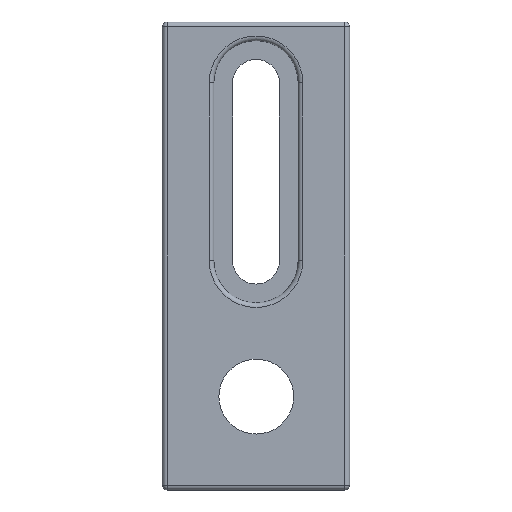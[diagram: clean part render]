
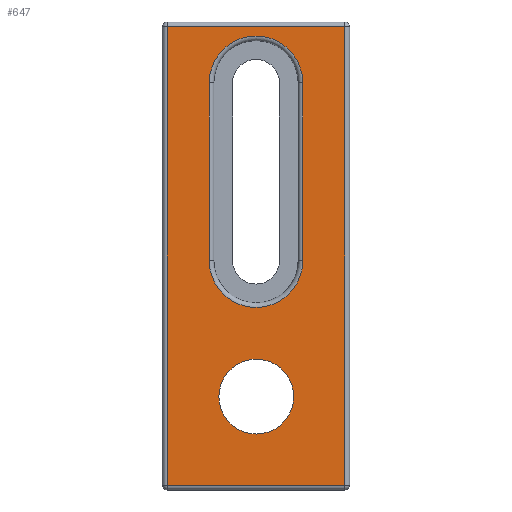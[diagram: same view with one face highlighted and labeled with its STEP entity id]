
A CAD part, front view. The second image highlights one B-rep face of the part: STEP entity #647.
In plain terms, the highlighted planar face has unit normal (0, -1, 0).
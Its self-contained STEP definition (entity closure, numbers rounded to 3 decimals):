
#46=FACE_BOUND('',#209,.T.);
#47=FACE_BOUND('',#210,.T.);
#57=LINE('',#1080,#102);
#58=LINE('',#1091,#103);
#64=LINE('',#1109,#109);
#65=LINE('',#1111,#110);
#66=LINE('',#1113,#111);
#67=LINE('',#1114,#112);
#102=VECTOR('',#841,10.);
#103=VECTOR('',#854,10.);
#109=VECTOR('',#874,10.);
#110=VECTOR('',#875,10.);
#111=VECTOR('',#876,10.);
#112=VECTOR('',#877,10.);
#141=PLANE('',#733);
#161=FACE_OUTER_BOUND('',#208,.T.);
#208=EDGE_LOOP('',(#490,#491,#492,#493));
#209=EDGE_LOOP('',(#494));
#210=EDGE_LOOP('',(#495,#496,#497,#498));
#259=CIRCLE('',#723,5.);
#262=CIRCLE('',#728,5.);
#265=CIRCLE('',#734,4.);
#311=VERTEX_POINT('',#1073);
#314=VERTEX_POINT('',#1078);
#316=VERTEX_POINT('',#1083);
#318=VERTEX_POINT('',#1089);
#322=VERTEX_POINT('',#1107);
#323=VERTEX_POINT('',#1108);
#324=VERTEX_POINT('',#1110);
#325=VERTEX_POINT('',#1112);
#326=VERTEX_POINT('',#1115);
#369=EDGE_CURVE('',#314,#311,#57,.T.);
#371=EDGE_CURVE('',#316,#314,#259,.T.);
#374=EDGE_CURVE('',#318,#316,#58,.T.);
#376=EDGE_CURVE('',#311,#318,#262,.T.);
#383=EDGE_CURVE('',#322,#323,#64,.T.);
#384=EDGE_CURVE('',#324,#322,#65,.T.);
#385=EDGE_CURVE('',#325,#324,#66,.T.);
#386=EDGE_CURVE('',#323,#325,#67,.T.);
#387=EDGE_CURVE('',#326,#326,#265,.T.);
#490=ORIENTED_EDGE('',*,*,#383,.F.);
#491=ORIENTED_EDGE('',*,*,#384,.F.);
#492=ORIENTED_EDGE('',*,*,#385,.F.);
#493=ORIENTED_EDGE('',*,*,#386,.F.);
#494=ORIENTED_EDGE('',*,*,#387,.T.);
#495=ORIENTED_EDGE('',*,*,#369,.F.);
#496=ORIENTED_EDGE('',*,*,#371,.F.);
#497=ORIENTED_EDGE('',*,*,#374,.F.);
#498=ORIENTED_EDGE('',*,*,#376,.F.);
#647=ADVANCED_FACE('',(#161,#46,#47),#141,.F.);
#723=AXIS2_PLACEMENT_3D('',#1085,#846,#847);
#728=AXIS2_PLACEMENT_3D('',#1094,#858,#859);
#733=AXIS2_PLACEMENT_3D('',#1106,#872,#873);
#734=AXIS2_PLACEMENT_3D('',#1116,#878,#879);
#841=DIRECTION('',(0.,0.,1.));
#846=DIRECTION('center_axis',(0.,-1.,0.));
#847=DIRECTION('ref_axis',(0.,0.,-1.));
#854=DIRECTION('',(0.,0.,-1.));
#858=DIRECTION('center_axis',(0.,-1.,0.));
#859=DIRECTION('ref_axis',(0.,0.,1.));
#872=DIRECTION('center_axis',(0.,1.,0.));
#873=DIRECTION('ref_axis',(0.,0.,1.));
#874=DIRECTION('',(0.,0.,1.));
#875=DIRECTION('',(-1.,0.,0.));
#876=DIRECTION('',(0.,0.,-1.));
#877=DIRECTION('',(1.,0.,0.));
#878=DIRECTION('center_axis',(0.,1.,0.));
#879=DIRECTION('ref_axis',(1.,0.,0.));
#1073=CARTESIAN_POINT('',(5.,0.,18.5));
#1078=CARTESIAN_POINT('',(5.,0.,-0.5));
#1080=CARTESIAN_POINT('',(5.,0.,9.25));
#1083=CARTESIAN_POINT('',(-5.,0.,-0.5));
#1085=CARTESIAN_POINT('Origin',(0.,0.,-0.5));
#1089=CARTESIAN_POINT('',(-5.,0.,18.5));
#1091=CARTESIAN_POINT('',(-5.,0.,-0.25));
#1094=CARTESIAN_POINT('Origin',(0.,0.,18.5));
#1106=CARTESIAN_POINT('Origin',(0.,0.,0.));
#1107=CARTESIAN_POINT('',(-9.5,0.,-24.5));
#1108=CARTESIAN_POINT('',(-9.5,0.,24.5));
#1109=CARTESIAN_POINT('',(-9.5,0.,-12.5));
#1110=CARTESIAN_POINT('',(9.5,0.,-24.5));
#1111=CARTESIAN_POINT('',(5.,0.,-24.5));
#1112=CARTESIAN_POINT('',(9.5,0.,24.5));
#1113=CARTESIAN_POINT('',(9.5,0.,12.5));
#1114=CARTESIAN_POINT('',(-5.,0.,24.5));
#1115=CARTESIAN_POINT('',(-3.966,0.,-15.022));
#1116=CARTESIAN_POINT('Origin',(0.034,0.,-15.022));
